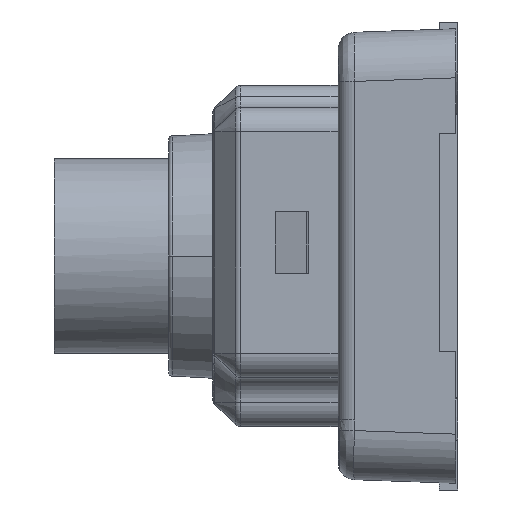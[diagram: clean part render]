
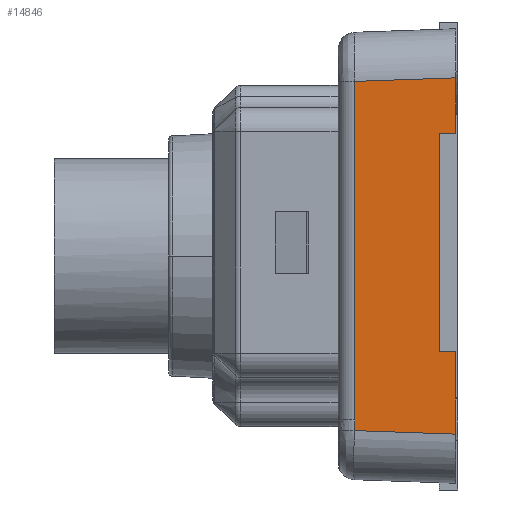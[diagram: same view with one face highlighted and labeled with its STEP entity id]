
A CAD part, left-side view. The second image highlights one B-rep face of the part: STEP entity #14846.
In plain terms, the highlighted face is planar.
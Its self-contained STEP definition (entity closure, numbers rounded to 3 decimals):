
#131 = DIRECTION ( 'NONE',  ( 0.035, 0., 0.999 ) ) ;
#180 = ORIENTED_EDGE ( 'NONE', *, *, #1949, .T. ) ;
#391 = CARTESIAN_POINT ( 'NONE',  ( -9.25, 12.95, -0.85 ) ) ;
#425 = CARTESIAN_POINT ( 'NONE',  ( -9.25, 12.95, -0.85 ) ) ;
#545 = DIRECTION ( 'NONE',  ( 0., -1., 0. ) ) ;
#578 = ORIENTED_EDGE ( 'NONE', *, *, #15711, .T. ) ;
#1441 = LINE ( 'NONE', #391, #10962 ) ;
#1519 = B_SPLINE_CURVE_WITH_KNOTS ( 'NONE', 3,
 ( #4050, #16014, #13526, #1543 ),
 .UNSPECIFIED., .F., .F.,
 ( 4, 4 ),
 ( 0., 0. ),
 .UNSPECIFIED. ) ;
#1543 = CARTESIAN_POINT ( 'NONE',  ( -9.106, 16.157, 3.286 ) ) ;
#1612 = VERTEX_POINT ( 'NONE', #16723 ) ;
#1683 = CARTESIAN_POINT ( 'NONE',  ( -9.25, 4.05, -0.85 ) ) ;
#1801 = VECTOR ( 'NONE', #2372, 1000. ) ;
#1896 = DIRECTION ( 'NONE',  ( -0.999, 0., 0.035 ) ) ;
#1949 = EDGE_CURVE ( 'NONE', #15501, #8628, #1519, .T. ) ;
#2018 = CARTESIAN_POINT ( 'NONE',  ( -9.25, 16.301, -0.85 ) ) ;
#2143 = ORIENTED_EDGE ( 'NONE', *, *, #6808, .T. ) ;
#2228 = VERTEX_POINT ( 'NONE', #3855 ) ;
#2372 = DIRECTION ( 'NONE',  ( -0.035, 0.035, -0.999 ) ) ;
#2909 = ORIENTED_EDGE ( 'NONE', *, *, #8079, .T. ) ;
#3214 = VECTOR ( 'NONE', #13581, 1000. ) ;
#3626 = EDGE_CURVE ( 'NONE', #8628, #15743, #5150, .T. ) ;
#3675 = CARTESIAN_POINT ( 'NONE',  ( -9.25, -0.2, -0.85 ) ) ;
#3818 = CARTESIAN_POINT ( 'NONE',  ( -9.252, 1.796, -0.92 ) ) ;
#3855 = CARTESIAN_POINT ( 'NONE',  ( -9.226, 12.95, -0.17 ) ) ;
#4038 = AXIS2_PLACEMENT_3D ( 'NONE', #13790, #1896, #16548 ) ;
#4050 = CARTESIAN_POINT ( 'NONE',  ( -9.106, 15.726, 3.274 ) ) ;
#4295 = VERTEX_POINT ( 'NONE', #425 ) ;
#4297 = CARTESIAN_POINT ( 'NONE',  ( -9.106, 16.134, 3.274 ) ) ;
#4756 = FACE_OUTER_BOUND ( 'NONE', #15979, .T. ) ;
#4958 = EDGE_CURVE ( 'NONE', #9522, #1612, #6681, .T. ) ;
#5150 = LINE ( 'NONE', #8881, #1801 ) ;
#5509 = LINE ( 'NONE', #1683, #3214 ) ;
#6681 = LINE ( 'NONE', #3818, #13133 ) ;
#6808 = EDGE_CURVE ( 'NONE', #1612, #15501, #9684, .T. ) ;
#7271 = ORIENTED_EDGE ( 'NONE', *, *, #4958, .T. ) ;
#7440 = CARTESIAN_POINT ( 'NONE',  ( -9.106, 16.157, 3.286 ) ) ;
#7461 = VERTEX_POINT ( 'NONE', #15376 ) ;
#7695 = LINE ( 'NONE', #3675, #15275 ) ;
#8044 = ORIENTED_EDGE ( 'NONE', *, *, #15514, .F. ) ;
#8079 = EDGE_CURVE ( 'NONE', #4295, #2228, #1441, .T. ) ;
#8489 = PLANE ( 'NONE',  #4038 ) ;
#8516 = CARTESIAN_POINT ( 'NONE',  ( -9.25, 1.799, -0.85 ) ) ;
#8628 = VERTEX_POINT ( 'NONE', #7440 ) ;
#8723 = EDGE_CURVE ( 'NONE', #2228, #15907, #10626, .T. ) ;
#8881 = CARTESIAN_POINT ( 'NONE',  ( -9.23, 16.281, -0.275 ) ) ;
#9522 = VERTEX_POINT ( 'NONE', #8516 ) ;
#9684 = LINE ( 'NONE', #4297, #14800 ) ;
#9910 = EDGE_CURVE ( 'NONE', #15743, #4295, #7695, .T. ) ;
#10094 = CARTESIAN_POINT ( 'NONE',  ( -9.226, 4.05, -0.17 ) ) ;
#10626 = LINE ( 'NONE', #13148, #13745 ) ;
#10962 = VECTOR ( 'NONE', #131, 1000. ) ;
#12138 = DIRECTION ( 'NONE',  ( 0., 1., 0. ) ) ;
#12579 = ORIENTED_EDGE ( 'NONE', *, *, #8723, .T. ) ;
#12656 = DIRECTION ( 'NONE',  ( 0., -1., 0. ) ) ;
#12712 = LINE ( 'NONE', #13747, #14322 ) ;
#13111 = DIRECTION ( 'NONE',  ( 0.035, 0.035, 0.999 ) ) ;
#13133 = VECTOR ( 'NONE', #13111, 1000. ) ;
#13148 = CARTESIAN_POINT ( 'NONE',  ( -9.226, -0.2, -0.17 ) ) ;
#13526 = CARTESIAN_POINT ( 'NONE',  ( -9.106, 16.013, 3.283 ) ) ;
#13581 = DIRECTION ( 'NONE',  ( 0.035, 0., 0.999 ) ) ;
#13745 = VECTOR ( 'NONE', #17031, 1000. ) ;
#13747 = CARTESIAN_POINT ( 'NONE',  ( -9.25, -0.2, -0.85 ) ) ;
#13790 = CARTESIAN_POINT ( 'NONE',  ( -9.25, -0.2, -0.85 ) ) ;
#14040 = ORIENTED_EDGE ( 'NONE', *, *, #3626, .T. ) ;
#14322 = VECTOR ( 'NONE', #545, 1000. ) ;
#14800 = VECTOR ( 'NONE', #12138, 1000. ) ;
#14846 = ADVANCED_FACE ( 'NONE', ( #4756 ), #8489, .T. ) ;
#15275 = VECTOR ( 'NONE', #12656, 1000. ) ;
#15376 = CARTESIAN_POINT ( 'NONE',  ( -9.25, 4.05, -0.85 ) ) ;
#15501 = VERTEX_POINT ( 'NONE', #15895 ) ;
#15514 = EDGE_CURVE ( 'NONE', #7461, #15907, #5509, .T. ) ;
#15711 = EDGE_CURVE ( 'NONE', #7461, #9522, #12712, .T. ) ;
#15743 = VERTEX_POINT ( 'NONE', #2018 ) ;
#15895 = CARTESIAN_POINT ( 'NONE',  ( -9.106, 15.726, 3.274 ) ) ;
#15907 = VERTEX_POINT ( 'NONE', #10094 ) ;
#15979 = EDGE_LOOP ( 'NONE', ( #8044, #578, #7271, #2143, #180, #14040, #16195, #2909, #12579 ) ) ;
#16014 = CARTESIAN_POINT ( 'NONE',  ( -9.106, 15.869, 3.274 ) ) ;
#16195 = ORIENTED_EDGE ( 'NONE', *, *, #9910, .T. ) ;
#16548 = DIRECTION ( 'NONE',  ( 0.035, 0., 0.999 ) ) ;
#16723 = CARTESIAN_POINT ( 'NONE',  ( -9.106, 1.943, 3.274 ) ) ;
#17031 = DIRECTION ( 'NONE',  ( 0., -1., 0. ) ) ;
